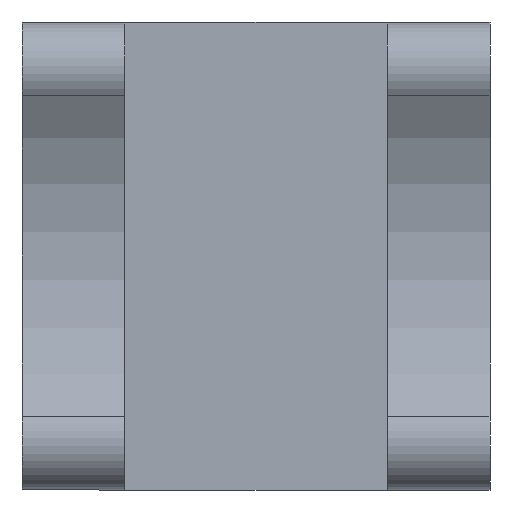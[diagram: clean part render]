
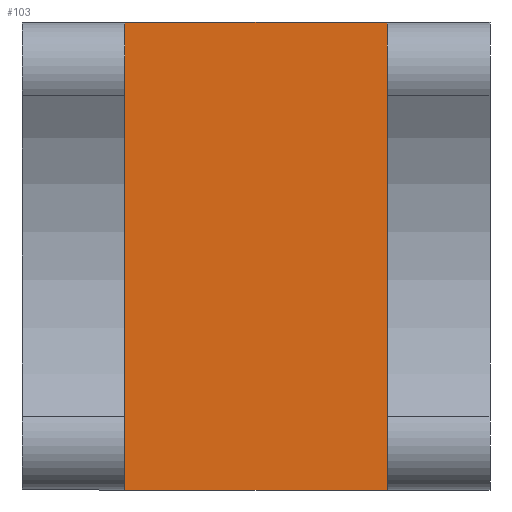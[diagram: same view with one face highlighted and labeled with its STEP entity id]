
A CAD part, front view. The second image highlights one B-rep face of the part: STEP entity #103.
In plain terms, the highlighted planar face has unit normal (0, -1, 0).
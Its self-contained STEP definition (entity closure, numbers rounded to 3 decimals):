
#9 = EDGE_LOOP ( 'NONE', ( #471, #484, #592, #71 ) ) ;
#39 = VERTEX_POINT ( 'NONE', #451 ) ;
#62 = FACE_OUTER_BOUND ( 'NONE', #9, .T. ) ;
#71 = ORIENTED_EDGE ( 'NONE', *, *, #371, .T. ) ;
#86 = CARTESIAN_POINT ( 'NONE',  ( -11., -48.9, -50. ) ) ;
#91 = AXIS2_PLACEMENT_3D ( 'NONE', #307, #158, #453 ) ;
#103 = ADVANCED_FACE ( 'NONE', ( #62 ), #159, .T. ) ;
#122 = DIRECTION ( 'NONE',  ( 0., 0., -1. ) ) ;
#124 = LINE ( 'NONE', #562, #589 ) ;
#143 = LINE ( 'NONE', #581, #215 ) ;
#158 = DIRECTION ( 'NONE',  ( 0., -1., 0. ) ) ;
#159 = PLANE ( 'NONE',  #91 ) ;
#171 = VECTOR ( 'NONE', #511, 1000. ) ;
#215 = VECTOR ( 'NONE', #252, 1000. ) ;
#219 = EDGE_CURVE ( 'NONE', #582, #578, #274, .T. ) ;
#234 = DIRECTION ( 'NONE',  ( -1., 0., 0. ) ) ;
#252 = DIRECTION ( 'NONE',  ( 1., 0., 0. ) ) ;
#274 = LINE ( 'NONE', #377, #393 ) ;
#277 = EDGE_CURVE ( 'NONE', #625, #39, #365, .T. ) ;
#288 = EDGE_CURVE ( 'NONE', #578, #625, #143, .T. ) ;
#307 = CARTESIAN_POINT ( 'NONE',  ( 0., -48.9, 0. ) ) ;
#365 = LINE ( 'NONE', #560, #171 ) ;
#371 = EDGE_CURVE ( 'NONE', #39, #582, #124, .T. ) ;
#377 = CARTESIAN_POINT ( 'NONE',  ( -39., -48.9, 0. ) ) ;
#393 = VECTOR ( 'NONE', #122, 1000. ) ;
#440 = CARTESIAN_POINT ( 'NONE',  ( -39., -48.9, 0. ) ) ;
#445 = CARTESIAN_POINT ( 'NONE',  ( -39., -48.9, -50. ) ) ;
#451 = CARTESIAN_POINT ( 'NONE',  ( -11., -48.9, 0. ) ) ;
#453 = DIRECTION ( 'NONE',  ( 0., 0., -1. ) ) ;
#471 = ORIENTED_EDGE ( 'NONE', *, *, #219, .T. ) ;
#484 = ORIENTED_EDGE ( 'NONE', *, *, #288, .T. ) ;
#511 = DIRECTION ( 'NONE',  ( 0., 0., 1. ) ) ;
#560 = CARTESIAN_POINT ( 'NONE',  ( -11., -48.9, 0. ) ) ;
#562 = CARTESIAN_POINT ( 'NONE',  ( -39., -48.9, 0. ) ) ;
#578 = VERTEX_POINT ( 'NONE', #445 ) ;
#581 = CARTESIAN_POINT ( 'NONE',  ( -39., -48.9, -50. ) ) ;
#582 = VERTEX_POINT ( 'NONE', #440 ) ;
#589 = VECTOR ( 'NONE', #234, 1000. ) ;
#592 = ORIENTED_EDGE ( 'NONE', *, *, #277, .T. ) ;
#625 = VERTEX_POINT ( 'NONE', #86 ) ;
